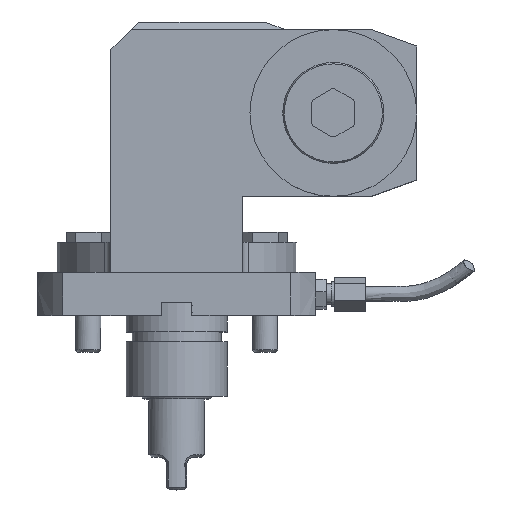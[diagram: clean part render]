
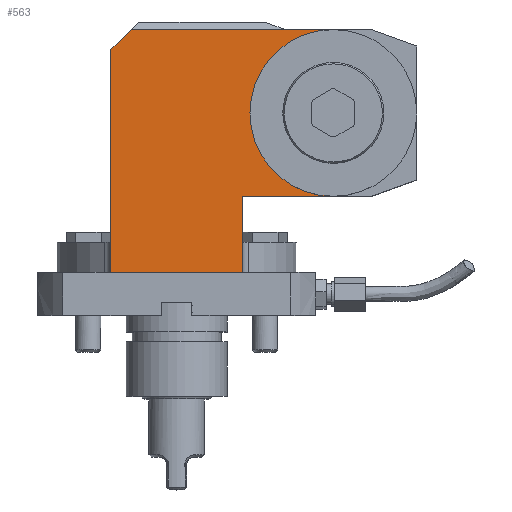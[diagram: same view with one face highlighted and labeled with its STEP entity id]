
A CAD part, top view. The second image highlights one B-rep face of the part: STEP entity #563.
In plain terms, the highlighted planar face has unit normal (0, 0, 1).
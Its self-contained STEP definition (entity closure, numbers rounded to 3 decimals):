
#252 = EDGE_LOOP ( 'NONE', ( #26845, #5915, #23064, #10698, #12306, #11990, #22812, #28119 ) ) ;
#563 = ADVANCED_FACE ( 'NONE', ( #9629 ), #19246, .T. ) ;
#1041 = CARTESIAN_POINT ( 'NONE',  ( 146.839, 166.29, 207.271 ) ) ;
#2021 = VERTEX_POINT ( 'NONE', #12345 ) ;
#2183 = DIRECTION ( 'NONE',  ( 1., 0., 0. ) ) ;
#2403 = LINE ( 'NONE', #12188, #30756 ) ;
#2543 = EDGE_CURVE ( 'NONE', #2021, #8937, #11544, .T. ) ;
#2726 = EDGE_CURVE ( 'NONE', #20250, #2965, #30202, .T. ) ;
#2965 = VERTEX_POINT ( 'NONE', #25777 ) ;
#4313 = CARTESIAN_POINT ( 'NONE',  ( 135.839, 70.29, 207.271 ) ) ;
#4499 = CARTESIAN_POINT ( 'NONE',  ( 223.839, 133.29, 207.271 ) ) ;
#4969 = DIRECTION ( 'NONE',  ( 1., 0., 0. ) ) ;
#5915 = ORIENTED_EDGE ( 'NONE', *, *, #21167, .F. ) ;
#6623 = CARTESIAN_POINT ( 'NONE',  ( 135.839, 158.29, 207.271 ) ) ;
#6878 = EDGE_CURVE ( 'NONE', #29048, #8160, #12910, .T. ) ;
#7229 = VERTEX_POINT ( 'NONE', #9967 ) ;
#7284 = CARTESIAN_POINT ( 'NONE',  ( 135.839, 70.29, 207.271 ) ) ;
#7687 = DIRECTION ( 'NONE',  ( 0.707, 0.707, 0. ) ) ;
#8160 = VERTEX_POINT ( 'NONE', #23824 ) ;
#8937 = VERTEX_POINT ( 'NONE', #4313 ) ;
#9154 = EDGE_CURVE ( 'NONE', #8937, #21246, #22810, .T. ) ;
#9221 = CARTESIAN_POINT ( 'NONE',  ( 135.839, 70.29, 207.271 ) ) ;
#9629 = FACE_OUTER_BOUND ( 'NONE', #252, .T. ) ;
#9967 = CARTESIAN_POINT ( 'NONE',  ( 187.839, 100.29, 207.271 ) ) ;
#10698 = ORIENTED_EDGE ( 'NONE', *, *, #30299, .F. ) ;
#11028 = DIRECTION ( 'NONE',  ( -1., 0., 0. ) ) ;
#11544 = LINE ( 'NONE', #9221, #13779 ) ;
#11990 = ORIENTED_EDGE ( 'NONE', *, *, #2543, .F. ) ;
#11999 = CARTESIAN_POINT ( 'NONE',  ( 135.839, 158.29, 207.271 ) ) ;
#12188 = CARTESIAN_POINT ( 'NONE',  ( 187.839, 100.29, 207.271 ) ) ;
#12306 = ORIENTED_EDGE ( 'NONE', *, *, #9154, .F. ) ;
#12345 = CARTESIAN_POINT ( 'NONE',  ( 187.839, 70.29, 207.271 ) ) ;
#12812 = CARTESIAN_POINT ( 'NONE',  ( 146.839, 169.29, 207.271 ) ) ;
#12910 = LINE ( 'NONE', #1041, #22905 ) ;
#13779 = VECTOR ( 'NONE', #25871, 1000. ) ;
#13882 = CARTESIAN_POINT ( 'NONE',  ( 238.981, 166.29, 207.271 ) ) ;
#14605 = DIRECTION ( 'NONE',  ( 1., 0., 0. ) ) ;
#14726 = CARTESIAN_POINT ( 'NONE',  ( 223.839, 100.29, 207.271 ) ) ;
#15488 = DIRECTION ( 'NONE',  ( 0., 1., 0. ) ) ;
#15497 = EDGE_CURVE ( 'NONE', #7229, #2021, #25113, .T. ) ;
#15723 = VECTOR ( 'NONE', #2183, 1000. ) ;
#16256 = AXIS2_PLACEMENT_3D ( 'NONE', #4499, #21302, #14605 ) ;
#16684 = VECTOR ( 'NONE', #28093, 1000. ) ;
#16766 = DIRECTION ( 'NONE',  ( 0., 0., 1. ) ) ;
#18589 = CARTESIAN_POINT ( 'NONE',  ( 187.839, 70.29, 207.271 ) ) ;
#19246 = PLANE ( 'NONE',  #19841 ) ;
#19841 = AXIS2_PLACEMENT_3D ( 'NONE', #7284, #16766, #4969 ) ;
#20250 = VERTEX_POINT ( 'NONE', #14726 ) ;
#21167 = EDGE_CURVE ( 'NONE', #29048, #2965, #21342, .T. ) ;
#21246 = VERTEX_POINT ( 'NONE', #11999 ) ;
#21302 = DIRECTION ( 'NONE',  ( 0., 0., -1. ) ) ;
#21342 = LINE ( 'NONE', #13882, #15723 ) ;
#21685 = DIRECTION ( 'NONE',  ( -1., 0., 0. ) ) ;
#22810 = LINE ( 'NONE', #6623, #24153 ) ;
#22812 = ORIENTED_EDGE ( 'NONE', *, *, #15497, .F. ) ;
#22905 = VECTOR ( 'NONE', #11028, 1000. ) ;
#23064 = ORIENTED_EDGE ( 'NONE', *, *, #6878, .T. ) ;
#23824 = CARTESIAN_POINT ( 'NONE',  ( 143.839, 166.29, 207.271 ) ) ;
#24153 = VECTOR ( 'NONE', #15488, 1000. ) ;
#24273 = CARTESIAN_POINT ( 'NONE',  ( 204.839, 166.29, 207.271 ) ) ;
#25113 = LINE ( 'NONE', #18589, #16684 ) ;
#25777 = CARTESIAN_POINT ( 'NONE',  ( 223.839, 166.29, 207.271 ) ) ;
#25871 = DIRECTION ( 'NONE',  ( -1., 0., 0. ) ) ;
#26845 = ORIENTED_EDGE ( 'NONE', *, *, #2726, .T. ) ;
#27108 = LINE ( 'NONE', #12812, #30269 ) ;
#28093 = DIRECTION ( 'NONE',  ( 0., -1., 0. ) ) ;
#28119 = ORIENTED_EDGE ( 'NONE', *, *, #30125, .F. ) ;
#29048 = VERTEX_POINT ( 'NONE', #24273 ) ;
#30125 = EDGE_CURVE ( 'NONE', #20250, #7229, #2403, .T. ) ;
#30202 = CIRCLE ( 'NONE', #16256, 33. ) ;
#30269 = VECTOR ( 'NONE', #7687, 1000. ) ;
#30299 = EDGE_CURVE ( 'NONE', #21246, #8160, #27108, .T. ) ;
#30756 = VECTOR ( 'NONE', #21685, 1000. ) ;
